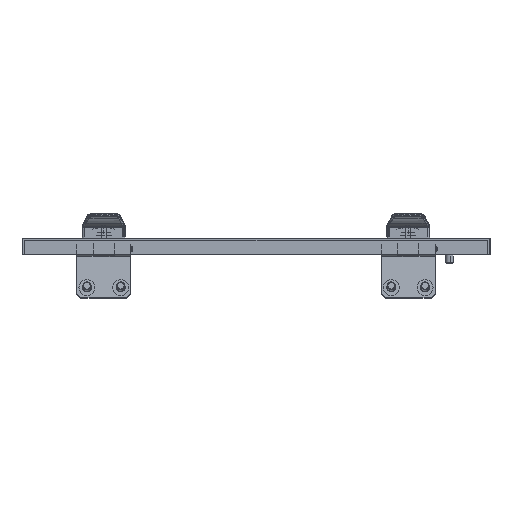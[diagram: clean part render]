
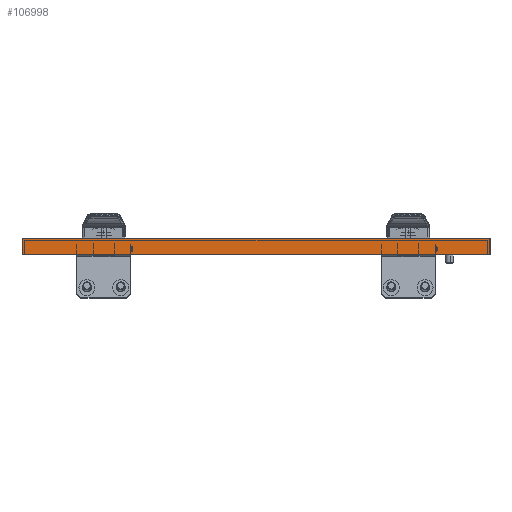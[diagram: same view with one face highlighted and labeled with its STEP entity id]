
A CAD part, left-side view. The second image highlights one B-rep face of the part: STEP entity #106998.
In plain terms, the highlighted planar face has unit normal (-1, 0, 0).
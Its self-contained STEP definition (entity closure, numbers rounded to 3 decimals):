
#2372 = DIRECTION ( 'NONE',  ( 0., 1., 0. ) ) ;
#5339 = ORIENTED_EDGE ( 'NONE', *, *, #85284, .T. ) ;
#7456 = ORIENTED_EDGE ( 'NONE', *, *, #23943, .T. ) ;
#10293 = CARTESIAN_POINT ( 'NONE',  ( -895., -298., -2. ) ) ;
#15308 = AXIS2_PLACEMENT_3D ( 'NONE', #10293, #37032, #43176 ) ;
#18261 = ORIENTED_EDGE ( 'NONE', *, *, #68371, .F. ) ;
#18911 = VECTOR ( 'NONE', #2372, 1000. ) ;
#23943 = EDGE_CURVE ( 'NONE', #31406, #87262, #79738, .T. ) ;
#25672 = CARTESIAN_POINT ( 'NONE',  ( -895., -125., 0. ) ) ;
#26879 = CARTESIAN_POINT ( 'NONE',  ( -895., -298., 0. ) ) ;
#31406 = VERTEX_POINT ( 'NONE', #53409 ) ;
#33189 = ORIENTED_EDGE ( 'NONE', *, *, #65639, .T. ) ;
#37032 = DIRECTION ( 'NONE',  ( 1., 0., 0. ) ) ;
#41566 = VERTEX_POINT ( 'NONE', #54126 ) ;
#43176 = DIRECTION ( 'NONE',  ( 0., -1., 0. ) ) ;
#44125 = EDGE_LOOP ( 'NONE', ( #5339, #33189, #18261, #7456 ) ) ;
#46033 = LINE ( 'NONE', #78365, #61176 ) ;
#50555 = LINE ( 'NONE', #102884, #54425 ) ;
#52506 = VERTEX_POINT ( 'NONE', #69275 ) ;
#52618 = FACE_OUTER_BOUND ( 'NONE', #44125, .T. ) ;
#53409 = CARTESIAN_POINT ( 'NONE',  ( -895., -471., 0. ) ) ;
#54126 = CARTESIAN_POINT ( 'NONE',  ( -895., -471., -12.5 ) ) ;
#54425 = VECTOR ( 'NONE', #94513, 1000. ) ;
#61176 = VECTOR ( 'NONE', #97263, 1000. ) ;
#65639 = EDGE_CURVE ( 'NONE', #52506, #41566, #72344, .T. ) ;
#68371 = EDGE_CURVE ( 'NONE', #31406, #41566, #50555, .T. ) ;
#69275 = CARTESIAN_POINT ( 'NONE',  ( -895., -125., -12.5 ) ) ;
#72344 = LINE ( 'NONE', #96866, #109396 ) ;
#78365 = CARTESIAN_POINT ( 'NONE',  ( -895., -125., 2.838 ) ) ;
#79738 = LINE ( 'NONE', #26879, #18911 ) ;
#85284 = EDGE_CURVE ( 'NONE', #87262, #52506, #46033, .T. ) ;
#86581 = PLANE ( 'NONE',  #15308 ) ;
#87262 = VERTEX_POINT ( 'NONE', #25672 ) ;
#94513 = DIRECTION ( 'NONE',  ( 0., 0., -1. ) ) ;
#96866 = CARTESIAN_POINT ( 'NONE',  ( -895., -298., -12.5 ) ) ;
#97263 = DIRECTION ( 'NONE',  ( 0., 0., -1. ) ) ;
#99078 = DIRECTION ( 'NONE',  ( 0., -1., 0. ) ) ;
#102884 = CARTESIAN_POINT ( 'NONE',  ( -895., -471., 2.838 ) ) ;
#106998 = ADVANCED_FACE ( 'NONE', ( #52618 ), #86581, .F. ) ;
#109396 = VECTOR ( 'NONE', #99078, 1000. ) ;
